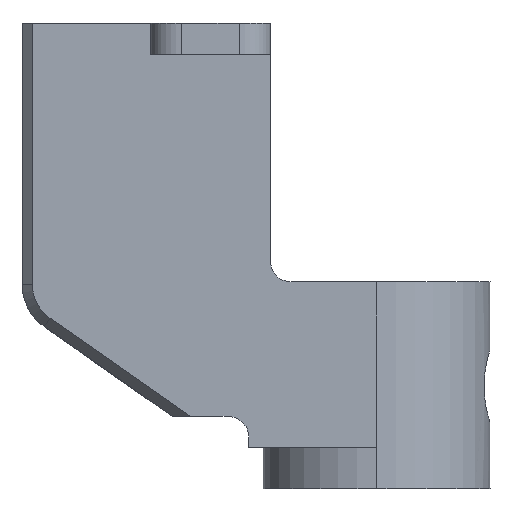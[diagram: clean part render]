
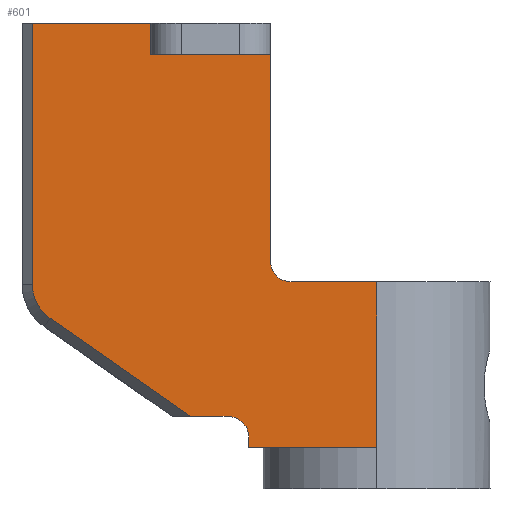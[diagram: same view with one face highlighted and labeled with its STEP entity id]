
A CAD part, left-side view. The second image highlights one B-rep face of the part: STEP entity #601.
In plain terms, the highlighted planar face has unit normal (-1, 0, 0).
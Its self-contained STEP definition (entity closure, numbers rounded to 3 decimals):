
#2 = EDGE_CURVE ( 'NONE', #707, #356, #1537, .T. ) ;
#3 = LINE ( 'NONE', #551, #783 ) ;
#16 = CARTESIAN_POINT ( 'NONE',  ( -69.401, 56.419, 4. ) ) ;
#30 = CARTESIAN_POINT ( 'NONE',  ( -69.401, 87.98, 16.491 ) ) ;
#43 = EDGE_CURVE ( 'NONE', #1404, #1209, #1269, .T. ) ;
#77 = CARTESIAN_POINT ( 'NONE',  ( -69.401, 56.419, 20. ) ) ;
#92 = LINE ( 'NONE', #636, #1075 ) ;
#94 = VERTEX_POINT ( 'NONE', #882 ) ;
#95 = AXIS2_PLACEMENT_3D ( 'NONE', #916, #1719, #241 ) ;
#113 = VERTEX_POINT ( 'NONE', #30 ) ;
#181 = LINE ( 'NONE', #720, #754 ) ;
#185 = CARTESIAN_POINT ( 'NONE',  ( -69.401, 90.685, 45. ) ) ;
#197 = CARTESIAN_POINT ( 'NONE',  ( -69.401, 85.685, 19.768 ) ) ;
#211 = EDGE_CURVE ( 'NONE', #1404, #612, #1747, .T. ) ;
#239 = DIRECTION ( 'NONE',  ( -1., 0., 0. ) ) ;
#241 = DIRECTION ( 'NONE',  ( 0., 0., 1. ) ) ;
#257 = VERTEX_POINT ( 'NONE', #890 ) ;
#291 = EDGE_CURVE ( 'NONE', #802, #94, #390, .T. ) ;
#306 = DIRECTION ( 'NONE',  ( -1., 0., 0. ) ) ;
#319 = DIRECTION ( 'NONE',  ( 0., 1., 0. ) ) ;
#320 = ORIENTED_EDGE ( 'NONE', *, *, #998, .T. ) ;
#346 = EDGE_LOOP ( 'NONE', ( #1322, #393, #1605, #616, #1772, #320, #1110, #1702, #1384, #1250, #1455, #1672, #905, #1340 ) ) ;
#356 = VERTEX_POINT ( 'NONE', #1647 ) ;
#360 = CARTESIAN_POINT ( 'NONE',  ( -69.401, 64.685, 20. ) ) ;
#367 = DIRECTION ( 'NONE',  ( 0., 0., 1. ) ) ;
#390 = CIRCLE ( 'NONE', #95, 2. ) ;
#393 = ORIENTED_EDGE ( 'NONE', *, *, #527, .T. ) ;
#461 = CARTESIAN_POINT ( 'NONE',  ( -69.401, 78.283, 42. ) ) ;
#470 = DIRECTION ( 'NONE',  ( 0., -1., 0. ) ) ;
#487 = EDGE_CURVE ( 'NONE', #356, #113, #584, .T. ) ;
#505 = CARTESIAN_POINT ( 'NONE',  ( -69.401, 70.773, 7. ) ) ;
#514 = VERTEX_POINT ( 'NONE', #870 ) ;
#527 = EDGE_CURVE ( 'NONE', #1542, #707, #1284, .T. ) ;
#549 = DIRECTION ( 'NONE',  ( 0., 0., 1. ) ) ;
#551 = CARTESIAN_POINT ( 'NONE',  ( -69.401, 60.934, -2.447 ) ) ;
#557 = CARTESIAN_POINT ( 'NONE',  ( -69.401, 78.283, 45. ) ) ;
#566 = DIRECTION ( 'NONE',  ( 0., -1., 0. ) ) ;
#584 = CIRCLE ( 'NONE', #1585, 4. ) ;
#586 = DIRECTION ( 'NONE',  ( 0., 1., 0. ) ) ;
#601 = ADVANCED_FACE ( 'NONE', ( #1437 ), #907, .T. ) ;
#612 = VERTEX_POINT ( 'NONE', #1192 ) ;
#616 = ORIENTED_EDGE ( 'NONE', *, *, #487, .T. ) ;
#636 = CARTESIAN_POINT ( 'NONE',  ( -69.401, 56.419, 4. ) ) ;
#650 = CARTESIAN_POINT ( 'NONE',  ( -69.401, 89.685, 45. ) ) ;
#658 = CARTESIAN_POINT ( 'NONE',  ( -69.401, 78.283, 42. ) ) ;
#699 = EDGE_CURVE ( 'NONE', #257, #1542, #1509, .T. ) ;
#707 = VERTEX_POINT ( 'NONE', #650 ) ;
#720 = CARTESIAN_POINT ( 'NONE',  ( -69.401, 68.773, 4. ) ) ;
#744 = DIRECTION ( 'NONE',  ( 0., 0., 1. ) ) ;
#754 = VECTOR ( 'NONE', #1268, 1000. ) ;
#777 = DIRECTION ( 'NONE',  ( 0., -1., 0. ) ) ;
#783 = VECTOR ( 'NONE', #1758, 1000. ) ;
#802 = VERTEX_POINT ( 'NONE', #805 ) ;
#805 = CARTESIAN_POINT ( 'NONE',  ( -69.401, 70.773, 7. ) ) ;
#851 = VERTEX_POINT ( 'NONE', #1695 ) ;
#868 = VECTOR ( 'NONE', #1565, 1000. ) ;
#870 = CARTESIAN_POINT ( 'NONE',  ( -69.401, 66.685, 42. ) ) ;
#882 = CARTESIAN_POINT ( 'NONE',  ( -69.401, 68.773, 5. ) ) ;
#890 = CARTESIAN_POINT ( 'NONE',  ( -69.401, 78.283, 42. ) ) ;
#904 = LINE ( 'NONE', #505, #1591 ) ;
#905 = ORIENTED_EDGE ( 'NONE', *, *, #1489, .T. ) ;
#907 = PLANE ( 'NONE',  #1619 ) ;
#916 = CARTESIAN_POINT ( 'NONE',  ( -69.401, 70.773, 5. ) ) ;
#981 = LINE ( 'NONE', #16, #1305 ) ;
#998 = EDGE_CURVE ( 'NONE', #1171, #802, #904, .T. ) ;
#1041 = VECTOR ( 'NONE', #777, 1000. ) ;
#1052 = CARTESIAN_POINT ( 'NONE',  ( -69.401, 56.419, 4. ) ) ;
#1072 = VECTOR ( 'NONE', #319, 1000. ) ;
#1075 = VECTOR ( 'NONE', #1611, 1000. ) ;
#1099 = LINE ( 'NONE', #461, #1072 ) ;
#1106 = EDGE_CURVE ( 'NONE', #113, #1171, #3, .T. ) ;
#1110 = ORIENTED_EDGE ( 'NONE', *, *, #291, .T. ) ;
#1140 = DIRECTION ( 'NONE',  ( 0., 0., 1. ) ) ;
#1171 = VERTEX_POINT ( 'NONE', #1413 ) ;
#1192 = CARTESIAN_POINT ( 'NONE',  ( -69.401, 56.419, 20. ) ) ;
#1209 = VERTEX_POINT ( 'NONE', #1243 ) ;
#1214 = LINE ( 'NONE', #1477, #1686 ) ;
#1215 = VECTOR ( 'NONE', #1228, 1000. ) ;
#1224 = EDGE_CURVE ( 'NONE', #514, #257, #1099, .T. ) ;
#1228 = DIRECTION ( 'NONE',  ( 0., 0., 1. ) ) ;
#1243 = CARTESIAN_POINT ( 'NONE',  ( -69.401, 66.685, 22. ) ) ;
#1250 = ORIENTED_EDGE ( 'NONE', *, *, #1512, .T. ) ;
#1259 = CARTESIAN_POINT ( 'NONE',  ( -69.401, 68.773, 4. ) ) ;
#1268 = DIRECTION ( 'NONE',  ( 0., 0., -1. ) ) ;
#1269 = CIRCLE ( 'NONE', #1740, 2. ) ;
#1284 = LINE ( 'NONE', #185, #1328 ) ;
#1291 = EDGE_CURVE ( 'NONE', #94, #1598, #181, .T. ) ;
#1294 = CARTESIAN_POINT ( 'NONE',  ( -69.401, 64.685, 22. ) ) ;
#1305 = VECTOR ( 'NONE', #566, 1000. ) ;
#1322 = ORIENTED_EDGE ( 'NONE', *, *, #699, .T. ) ;
#1328 = VECTOR ( 'NONE', #586, 1000. ) ;
#1340 = ORIENTED_EDGE ( 'NONE', *, *, #1224, .T. ) ;
#1384 = ORIENTED_EDGE ( 'NONE', *, *, #1544, .T. ) ;
#1396 = DIRECTION ( 'NONE',  ( 1., 0., 0. ) ) ;
#1404 = VERTEX_POINT ( 'NONE', #360 ) ;
#1413 = CARTESIAN_POINT ( 'NONE',  ( -69.401, 74.425, 7. ) ) ;
#1437 = FACE_OUTER_BOUND ( 'NONE', #346, .T. ) ;
#1455 = ORIENTED_EDGE ( 'NONE', *, *, #211, .F. ) ;
#1477 = CARTESIAN_POINT ( 'NONE',  ( -69.401, 66.685, 20. ) ) ;
#1489 = EDGE_CURVE ( 'NONE', #1209, #514, #1214, .T. ) ;
#1509 = LINE ( 'NONE', #658, #1215 ) ;
#1512 = EDGE_CURVE ( 'NONE', #851, #612, #92, .T. ) ;
#1537 = LINE ( 'NONE', #1689, #868 ) ;
#1542 = VERTEX_POINT ( 'NONE', #557 ) ;
#1544 = EDGE_CURVE ( 'NONE', #1598, #851, #981, .T. ) ;
#1565 = DIRECTION ( 'NONE',  ( 0., 0., -1. ) ) ;
#1585 = AXIS2_PLACEMENT_3D ( 'NONE', #197, #306, #1140 ) ;
#1591 = VECTOR ( 'NONE', #470, 1000. ) ;
#1598 = VERTEX_POINT ( 'NONE', #1259 ) ;
#1605 = ORIENTED_EDGE ( 'NONE', *, *, #2, .T. ) ;
#1611 = DIRECTION ( 'NONE',  ( 0., 0., 1. ) ) ;
#1619 = AXIS2_PLACEMENT_3D ( 'NONE', #1052, #239, #367 ) ;
#1647 = CARTESIAN_POINT ( 'NONE',  ( -69.401, 89.685, 19.768 ) ) ;
#1672 = ORIENTED_EDGE ( 'NONE', *, *, #43, .T. ) ;
#1686 = VECTOR ( 'NONE', #549, 1000. ) ;
#1689 = CARTESIAN_POINT ( 'NONE',  ( -69.401, 89.685, 4. ) ) ;
#1695 = CARTESIAN_POINT ( 'NONE',  ( -69.401, 56.419, 4. ) ) ;
#1702 = ORIENTED_EDGE ( 'NONE', *, *, #1291, .T. ) ;
#1719 = DIRECTION ( 'NONE',  ( 1., 0., 0. ) ) ;
#1740 = AXIS2_PLACEMENT_3D ( 'NONE', #1294, #1396, #744 ) ;
#1747 = LINE ( 'NONE', #77, #1041 ) ;
#1758 = DIRECTION ( 'NONE',  ( 0., -0.819, -0.574 ) ) ;
#1772 = ORIENTED_EDGE ( 'NONE', *, *, #1106, .T. ) ;
